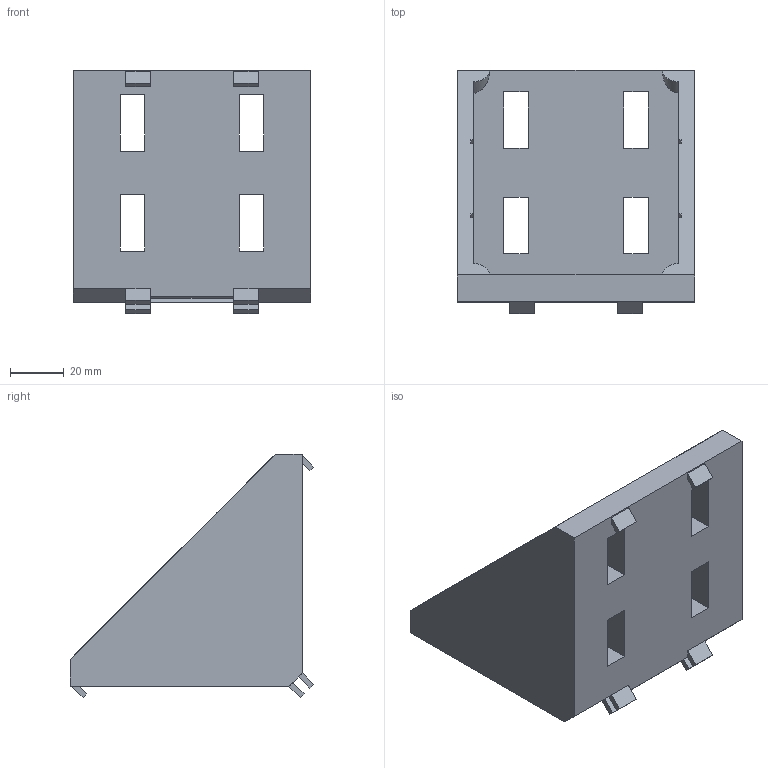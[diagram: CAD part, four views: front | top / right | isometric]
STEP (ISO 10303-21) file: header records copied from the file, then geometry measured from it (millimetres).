
FILE_DESCRIPTION (( 'STEP AP214' ), '1' );
FILE_NAME ('B837 Óãëîâîé àëþìèíèåâûé ñîåäèíèòåëü 90õ90_D, ïàç 10.STEP', '2025-07-17T12:20:37', ( '' ), ( '' ), 'SwSTEP 2.0', 'SolidWorks 2025', '' );
FILE_SCHEMA (( 'AUTOMOTIVE_DESIGN' ));
Length unit declared in the file: millimetre
Products named in the file (1): B837 Угловой алюминиевый соединитель 90х90_D, паз 10
Bounding box: 88 x 90.24 x 90.24 mm (x, y, z)
Volume: 162096 mm3; surface area: 47257.7 mm2
Topology: 1 solids, 1 shells, 103 faces, 283 edges, 186 vertices
Faces by surface type: plane 99, cylinder 4
Entity records: 3252 total; most frequent: CARTESIAN_POINT 585, ORIENTED_EDGE 566, DIRECTION 491, EDGE_CURVE 283, LINE 275, VECTOR 275, VERTEX_POINT 186, EDGE_LOOP 123
